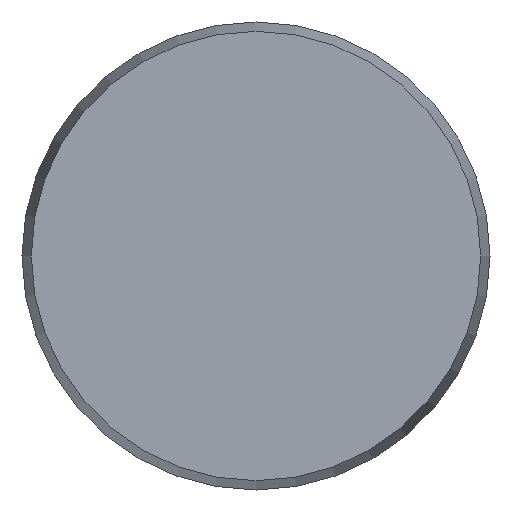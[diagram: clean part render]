
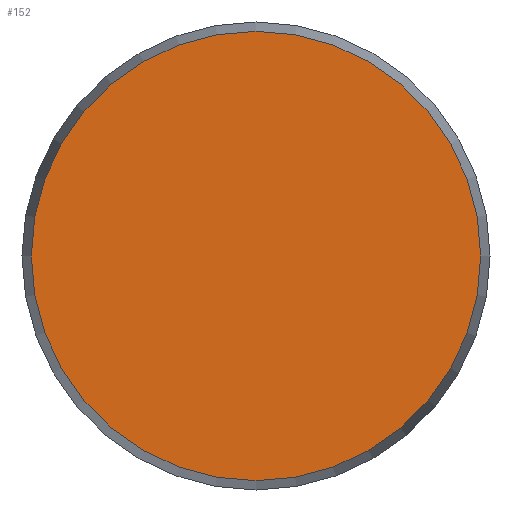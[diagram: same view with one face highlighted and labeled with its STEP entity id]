
A CAD part, front view. The second image highlights one B-rep face of the part: STEP entity #152.
In plain terms, the highlighted planar face has unit normal (0, -1, 0).
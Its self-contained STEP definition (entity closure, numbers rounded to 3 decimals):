
#152 = ADVANCED_FACE( '', ( #323 ), #324, .F. );
#323 = FACE_OUTER_BOUND( '', #500, .T. );
#324 = PLANE( '', #501 );
#500 = EDGE_LOOP( '', ( #854 ) );
#501 = AXIS2_PLACEMENT_3D( '', #855, #856, #857 );
#854 = ORIENTED_EDGE( '', *, *, #1093, .T. );
#855 = CARTESIAN_POINT( '', ( 24., 0., 0. ) );
#856 = DIRECTION( '', ( 0., 1., 0. ) );
#857 = DIRECTION( '', ( 0., 0., 1. ) );
#1093 = EDGE_CURVE( '', #1312, #1312, #1313, .T. );
#1312 = VERTEX_POINT( '', #1711 );
#1313 = CIRCLE( '', #1712, 24. );
#1711 = CARTESIAN_POINT( '', ( 0., 0., -24. ) );
#1712 = AXIS2_PLACEMENT_3D( '', #1876, #1877, #1878 );
#1876 = CARTESIAN_POINT( '', ( 0., 0., 0. ) );
#1877 = DIRECTION( '', ( 0., -1., 0. ) );
#1878 = DIRECTION( '', ( 0., 0., -1. ) );
